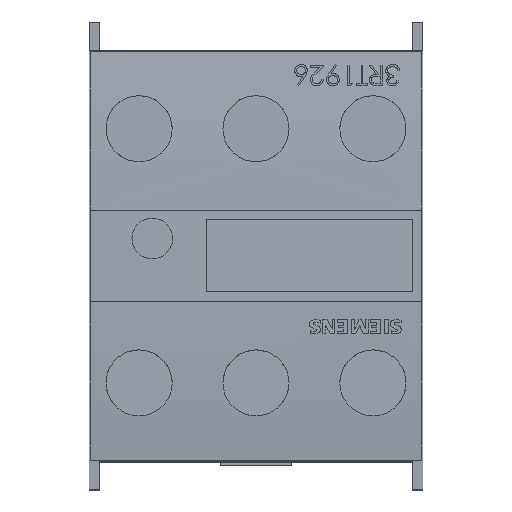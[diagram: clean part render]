
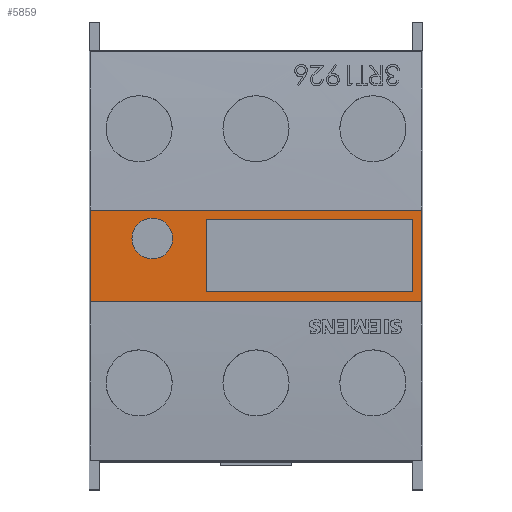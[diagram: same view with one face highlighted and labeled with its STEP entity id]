
A CAD part, top view. The second image highlights one B-rep face of the part: STEP entity #5859.
In plain terms, the highlighted face is planar.
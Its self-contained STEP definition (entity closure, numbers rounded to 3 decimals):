
#44 = VERTEX_POINT ( 'NONE', #8058 ) ;
#47 = VERTEX_POINT ( 'NONE', #8088 ) ;
#235 = EDGE_CURVE ( 'NONE', #44, #47, #8086, .T. ) ;
#3863 = VERTEX_POINT ( 'NONE', #9519 ) ;
#3865 = EDGE_CURVE ( 'NONE', #3863, #3866, #9518, .T. ) ;
#3866 = VERTEX_POINT ( 'NONE', #9513 ) ;
#5680 = EDGE_CURVE ( 'NONE', #47, #5700, #12758, .T. ) ;
#5700 = VERTEX_POINT ( 'NONE', #12839 ) ;
#5707 = VERTEX_POINT ( 'NONE', #12868 ) ;
#5709 = EDGE_CURVE ( 'NONE', #5707, #44, #12866, .T. ) ;
#5757 = EDGE_CURVE ( 'NONE', #5825, #5758, #13048, .T. ) ;
#5758 = VERTEX_POINT ( 'NONE', #13044 ) ;
#5800 = EDGE_CURVE ( 'NONE', #5817, #5824, #13292, .T. ) ;
#5816 = EDGE_CURVE ( 'NONE', #5758, #5817, #13350, .T. ) ;
#5817 = VERTEX_POINT ( 'NONE', #13346 ) ;
#5823 = EDGE_CURVE ( 'NONE', #5824, #5825, #13341, .T. ) ;
#5824 = VERTEX_POINT ( 'NONE', #13337 ) ;
#5825 = VERTEX_POINT ( 'NONE', #13336 ) ;
#5840 = ORIENTED_EDGE ( 'NONE', *, *, #5680, .F. ) ;
#5841 = ORIENTED_EDGE ( 'NONE', *, *, #235, .F. ) ;
#5842 = EDGE_LOOP ( 'NONE', ( #5843, #5844 ) ) ;
#5843 = ORIENTED_EDGE ( 'NONE', *, *, #5865, .F. ) ;
#5844 = ORIENTED_EDGE ( 'NONE', *, *, #3865, .F. ) ;
#5845 = EDGE_LOOP ( 'NONE', ( #5846, #5847, #5848, #5849 ) ) ;
#5846 = ORIENTED_EDGE ( 'NONE', *, *, #5800, .F. ) ;
#5847 = ORIENTED_EDGE ( 'NONE', *, *, #5816, .F. ) ;
#5848 = ORIENTED_EDGE ( 'NONE', *, *, #5757, .F. ) ;
#5849 = ORIENTED_EDGE ( 'NONE', *, *, #5823, .F. ) ;
#5859 = ADVANCED_FACE ( 'NONE', ( #13469, #13468, #13467 ), #13513, .T. ) ;
#5860 = EDGE_LOOP ( 'NONE', ( #5861, #5862, #5840, #5841 ) ) ;
#5861 = ORIENTED_EDGE ( 'NONE', *, *, #5709, .F. ) ;
#5862 = ORIENTED_EDGE ( 'NONE', *, *, #5863, .T. ) ;
#5863 = EDGE_CURVE ( 'NONE', #5707, #5700, #13508, .T. ) ;
#5865 = EDGE_CURVE ( 'NONE', #3866, #3863, #13503, .T. ) ;
#8058 = CARTESIAN_POINT ( 'NONE',  ( -9.53, 45.996, -31.7 ) ) ;
#8083 = DIRECTION ( 'NONE',  ( 0., 0., 1. ) ) ;
#8084 = VECTOR ( 'NONE', #8083, 1000. ) ;
#8085 = CARTESIAN_POINT ( 'NONE',  ( -9.53, 45.996, -15.4 ) ) ;
#8086 = LINE ( 'NONE', #8085, #8084 ) ;
#8088 = CARTESIAN_POINT ( 'NONE',  ( -9.53, 45.996, 0.9 ) ) ;
#9513 = CARTESIAN_POINT ( 'NONE',  ( -12.33, 45.996, -23.6 ) ) ;
#9514 = DIRECTION ( 'NONE',  ( 0., 0., 1. ) ) ;
#9515 = DIRECTION ( 'NONE',  ( 0., 1., 0. ) ) ;
#9516 = CARTESIAN_POINT ( 'NONE',  ( -12.33, 45.996, -25.6 ) ) ;
#9517 = AXIS2_PLACEMENT_3D ( 'NONE', #9516, #9515, #9514 ) ;
#9518 = CIRCLE ( 'NONE', #9517, 2. ) ;
#9519 = CARTESIAN_POINT ( 'NONE',  ( -12.33, 45.996, -27.6 ) ) ;
#12755 = DIRECTION ( 'NONE',  ( -1., 0., 0. ) ) ;
#12756 = VECTOR ( 'NONE', #12755, 1000. ) ;
#12757 = CARTESIAN_POINT ( 'NONE',  ( -18.53, 45.996, 0.9 ) ) ;
#12758 = LINE ( 'NONE', #12757, #12756 ) ;
#12839 = CARTESIAN_POINT ( 'NONE',  ( -18.53, 45.996, 0.9 ) ) ;
#12863 = DIRECTION ( 'NONE',  ( 1., 0., 0. ) ) ;
#12864 = VECTOR ( 'NONE', #12863, 1000. ) ;
#12865 = CARTESIAN_POINT ( 'NONE',  ( -18.53, 45.996, -31.7 ) ) ;
#12866 = LINE ( 'NONE', #12865, #12864 ) ;
#12868 = CARTESIAN_POINT ( 'NONE',  ( -18.53, 45.996, -31.7 ) ) ;
#13044 = CARTESIAN_POINT ( 'NONE',  ( -10.48, 45.996, -20.3 ) ) ;
#13045 = DIRECTION ( 'NONE',  ( 0., 0., -1. ) ) ;
#13046 = VECTOR ( 'NONE', #13045, 1000. ) ;
#13047 = CARTESIAN_POINT ( 'NONE',  ( -10.48, 45.996, -20.3 ) ) ;
#13048 = LINE ( 'NONE', #13047, #13046 ) ;
#13289 = DIRECTION ( 'NONE',  ( 0., 0., 1. ) ) ;
#13290 = VECTOR ( 'NONE', #13289, 1000. ) ;
#13291 = CARTESIAN_POINT ( 'NONE',  ( -17.58, 45.996, -20.3 ) ) ;
#13292 = LINE ( 'NONE', #13291, #13290 ) ;
#13336 = CARTESIAN_POINT ( 'NONE',  ( -10.48, 45.996, 0. ) ) ;
#13337 = CARTESIAN_POINT ( 'NONE',  ( -17.58, 45.996, 0. ) ) ;
#13338 = DIRECTION ( 'NONE',  ( 1., 0., 0. ) ) ;
#13339 = VECTOR ( 'NONE', #13338, 1000. ) ;
#13340 = CARTESIAN_POINT ( 'NONE',  ( -17.58, 45.996, 0. ) ) ;
#13341 = LINE ( 'NONE', #13340, #13339 ) ;
#13346 = CARTESIAN_POINT ( 'NONE',  ( -17.58, 45.996, -20.3 ) ) ;
#13347 = DIRECTION ( 'NONE',  ( -1., 0., 0. ) ) ;
#13348 = VECTOR ( 'NONE', #13347, 1000. ) ;
#13349 = CARTESIAN_POINT ( 'NONE',  ( -17.58, 45.996, -20.3 ) ) ;
#13350 = LINE ( 'NONE', #13349, #13348 ) ;
#13467 = FACE_BOUND ( 'NONE', #5845, .T. ) ;
#13468 = FACE_BOUND ( 'NONE', #5842, .T. ) ;
#13469 = FACE_OUTER_BOUND ( 'NONE', #5860, .T. ) ;
#13499 = DIRECTION ( 'NONE',  ( 0., 0., 1. ) ) ;
#13500 = DIRECTION ( 'NONE',  ( 0., 1., 0. ) ) ;
#13501 = CARTESIAN_POINT ( 'NONE',  ( -12.33, 45.996, -25.6 ) ) ;
#13502 = AXIS2_PLACEMENT_3D ( 'NONE', #13501, #13500, #13499 ) ;
#13503 = CIRCLE ( 'NONE', #13502, 2. ) ;
#13505 = DIRECTION ( 'NONE',  ( 0., 0., 1. ) ) ;
#13506 = VECTOR ( 'NONE', #13505, 1000. ) ;
#13507 = CARTESIAN_POINT ( 'NONE',  ( -18.53, 45.996, -15.4 ) ) ;
#13508 = LINE ( 'NONE', #13507, #13506 ) ;
#13509 = DIRECTION ( 'NONE',  ( -1., 0., 0. ) ) ;
#13510 = DIRECTION ( 'NONE',  ( 0., 1., 0. ) ) ;
#13511 = CARTESIAN_POINT ( 'NONE',  ( -18.53, 45.996, -15.4 ) ) ;
#13512 = AXIS2_PLACEMENT_3D ( 'NONE', #13511, #13510, #13509 ) ;
#13513 = PLANE ( 'NONE',  #13512 ) ;
